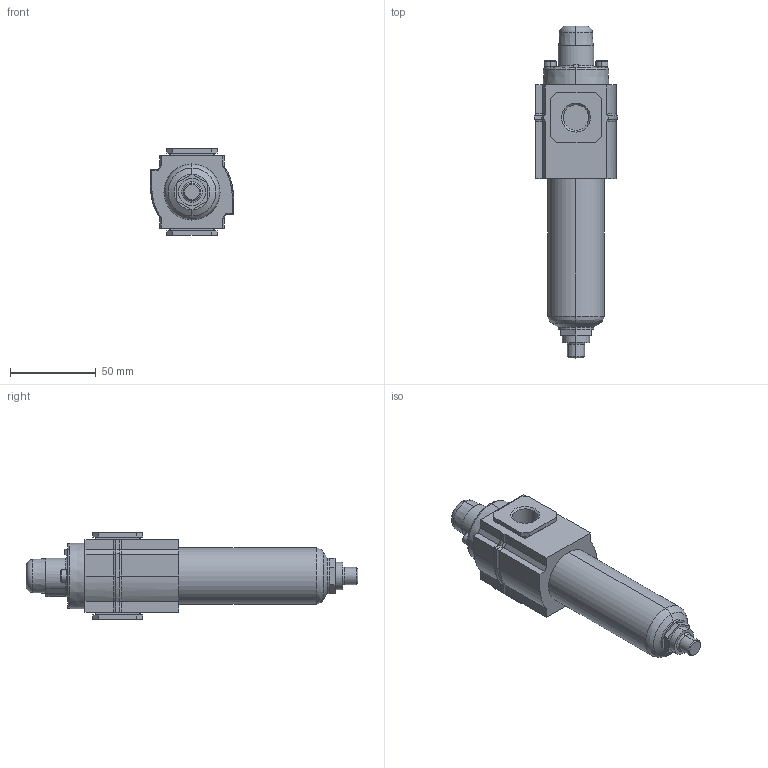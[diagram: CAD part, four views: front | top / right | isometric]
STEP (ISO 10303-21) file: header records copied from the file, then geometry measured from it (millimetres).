
FILE_DESCRIPTION (( 'STEP AP214' ), '1' );
FILE_NAME ('Norgren-F72C-3AD-AL0.step', '2019-03-02T22:53:01', ( '' ), ( '' ), 'SwSTEP 2.0', 'SolidWorks 2019', '' );
FILE_SCHEMA (( 'AUTOMOTIVE_DESIGN' ));
Length unit declared in the file: millimetre
Products named in the file (5): Norgren-F72C-3AD-AL0_F72_ss_41_3-8; Norgren-F72C-3AD-AL0; Norgren-F72C-3AD-AL0_F72_ss_09_Q; Norgren-F72C-3AD-AL0_F72_5797-50; Norgren-F72C-3AD-AL0_F72_ss_75
Assembly tree (4 placements, depth 2):
  Norgren-F72C-3AD-AL0
    Norgren-F72C-3AD-AL0_F72_ss_41_3-8
    Norgren-F72C-3AD-AL0_F72_ss_09_Q
    Norgren-F72C-3AD-AL0_F72_ss_75
    Norgren-F72C-3AD-AL0_F72_5797-50
Bounding box: 48.4 x 193.1 x 50.25 mm (x, y, z)
Volume: 190665.4 mm3; surface area: 33801.1 mm2
Topology: 5 solids, 5 shells, 220 faces, 517 edges, 321 vertices
Faces by surface type: plane 125, cylinder 52, bspline 20, torus 13, cone 10
Entity records: 8151 total; most frequent: CARTESIAN_POINT 1632, ORIENTED_EDGE 1034, DIRECTION 1009, EDGE_CURVE 517, LINE 341, VECTOR 341, AXIS2_PLACEMENT_3D 334, VERTEX_POINT 321
